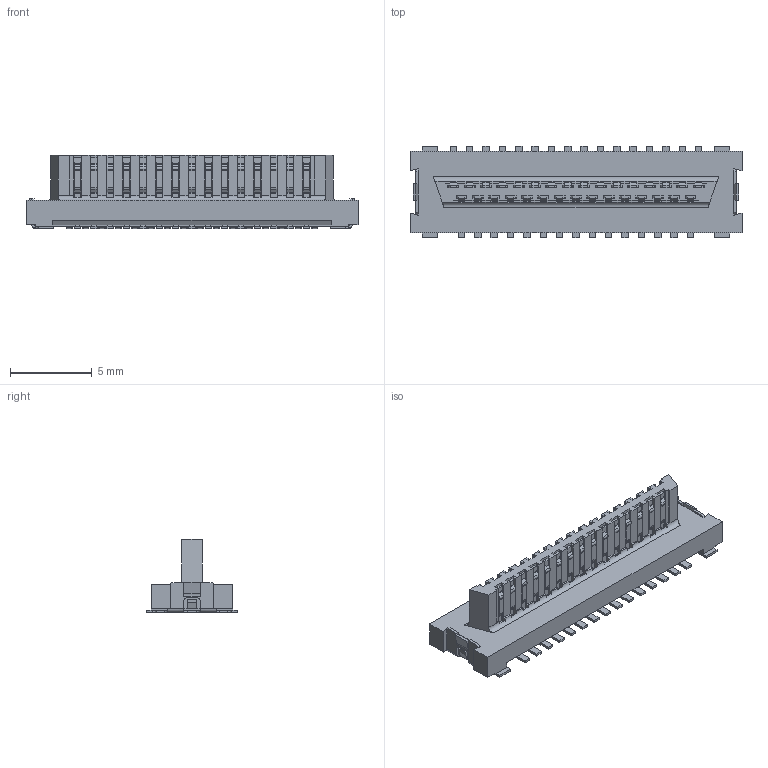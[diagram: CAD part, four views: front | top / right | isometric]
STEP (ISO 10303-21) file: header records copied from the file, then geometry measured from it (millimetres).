
FILE_DESCRIPTION( ('This file contains a STEP AP42 implementation' ,'as created by ZW3D STEP Interface translator.') ,'2;1' );
FILE_NAME( '3640-PXXX-017S1R01.stp' ,'23 330.161239', (''), ('ZWCAD Software Co.'), 'Version 1.0', 'ZW3D to STEP translator', '' );
FILE_SCHEMA(('AUTOMOTIVE_DESIGN { 1 0 10303 214 1 1 1 1 }'));
Length unit declared in the file: millimetre
Products named in the file (2): 0; 3640-P031-017S1R01
Bounding box: 20.3 x 5.6 x 4.47 mm (x, y, z)
Volume: 190.2 mm3; surface area: 660.2 mm2
Topology: 1 solids, 1 shells, 3019 faces, 7617 edges, 4562 vertices
Faces by surface type: plane 2353, cylinder 458, bspline 208
Entity records: 91342 total; most frequent: CARTESIAN_POINT 16921, ORIENTED_EDGE 15234, DIRECTION 14001, EDGE_CURVE 7617, VECTOR 6297, LINE 6297, VERTEX_POINT 4562, AXIS2_PLACEMENT_3D 3852
